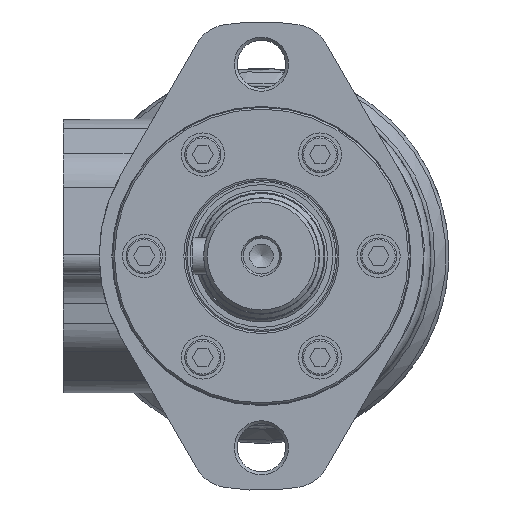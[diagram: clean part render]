
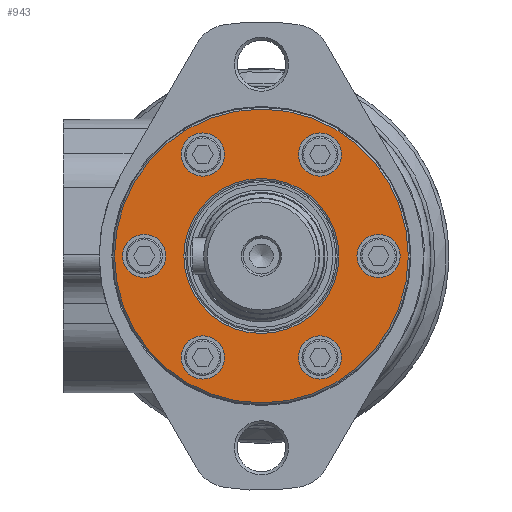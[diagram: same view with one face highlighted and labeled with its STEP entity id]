
A CAD part, left-side view. The second image highlights one B-rep face of the part: STEP entity #943.
In plain terms, the highlighted planar face has unit normal (-1, 0, 0).
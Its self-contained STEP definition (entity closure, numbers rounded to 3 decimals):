
#943 = ADVANCED_FACE( '', ( #2059, #2060, #2061, #2062, #2063, #2064, #2065, #2066 ), #2067, .F. );
#2059 = FACE_OUTER_BOUND( '', #3407, .T. );
#2060 = FACE_BOUND( '', #3408, .T. );
#2061 = FACE_BOUND( '', #3409, .T. );
#2062 = FACE_BOUND( '', #3410, .T. );
#2063 = FACE_BOUND( '', #3411, .T. );
#2064 = FACE_BOUND( '', #3412, .T. );
#2065 = FACE_BOUND( '', #3413, .T. );
#2066 = FACE_BOUND( '', #3414, .T. );
#2067 = PLANE( '', #3415 );
#3407 = EDGE_LOOP( '', ( #5685 ) );
#3408 = EDGE_LOOP( '', ( #5686 ) );
#3409 = EDGE_LOOP( '', ( #5687 ) );
#3410 = EDGE_LOOP( '', ( #5688 ) );
#3411 = EDGE_LOOP( '', ( #5689 ) );
#3412 = EDGE_LOOP( '', ( #5690 ) );
#3413 = EDGE_LOOP( '', ( #5691 ) );
#3414 = EDGE_LOOP( '', ( #5692 ) );
#3415 = AXIS2_PLACEMENT_3D( '', #5693, #5694, #5695 );
#5685 = ORIENTED_EDGE( '', *, *, #7782, .F. );
#5686 = ORIENTED_EDGE( '', *, *, #7985, .F. );
#5687 = ORIENTED_EDGE( '', *, *, #7986, .T. );
#5688 = ORIENTED_EDGE( '', *, *, #7987, .T. );
#5689 = ORIENTED_EDGE( '', *, *, #7268, .T. );
#5690 = ORIENTED_EDGE( '', *, *, #7988, .T. );
#5691 = ORIENTED_EDGE( '', *, *, #7989, .T. );
#5692 = ORIENTED_EDGE( '', *, *, #7691, .T. );
#5693 = CARTESIAN_POINT( '', ( 0., 0., 0. ) );
#5694 = DIRECTION( '', ( 1., 0., 0. ) );
#5695 = DIRECTION( '', ( 0., 0., -1. ) );
#7268 = EDGE_CURVE( '', #8505, #8505, #8506, .T. );
#7691 = EDGE_CURVE( '', #9194, #9194, #9195, .T. );
#7782 = EDGE_CURVE( '', #9330, #9330, #9331, .T. );
#7985 = EDGE_CURVE( '', #9601, #9601, #9602, .F. );
#7986 = EDGE_CURVE( '', #9603, #9603, #9604, .T. );
#7987 = EDGE_CURVE( '', #9605, #9605, #9606, .T. );
#7988 = EDGE_CURVE( '', #9607, #9607, #9608, .T. );
#7989 = EDGE_CURVE( '', #9609, #9609, #9610, .T. );
#8505 = VERTEX_POINT( '', #10408 );
#8506 = CIRCLE( '', #10409, 6. );
#9194 = VERTEX_POINT( '', #11855 );
#9195 = CIRCLE( '', #11856, 21.5 );
#9330 = VERTEX_POINT( '', #12140 );
#9331 = CIRCLE( '', #12141, 40.75 );
#9601 = VERTEX_POINT( '', #12729 );
#9602 = CIRCLE( '', #12730, 6. );
#9603 = VERTEX_POINT( '', #12731 );
#9604 = CIRCLE( '', #12732, 6. );
#9605 = VERTEX_POINT( '', #12733 );
#9606 = CIRCLE( '', #12734, 6. );
#9607 = VERTEX_POINT( '', #12735 );
#9608 = CIRCLE( '', #12736, 6. );
#9609 = VERTEX_POINT( '', #12737 );
#9610 = CIRCLE( '', #12738, 6. );
#10408 = CARTESIAN_POINT( '', ( 0., -32.5, -6. ) );
#10409 = AXIS2_PLACEMENT_3D( '', #13555, #13556, #13557 );
#11855 = CARTESIAN_POINT( '', ( 0., 0., -21.5 ) );
#11856 = AXIS2_PLACEMENT_3D( '', #14066, #14067, #14068 );
#12140 = CARTESIAN_POINT( '', ( 0., 0., -40.75 ) );
#12141 = AXIS2_PLACEMENT_3D( '', #14178, #14179, #14180 );
#12729 = CARTESIAN_POINT( '', ( 0., 32.5, -6. ) );
#12730 = AXIS2_PLACEMENT_3D( '', #14395, #14396, #14397 );
#12731 = CARTESIAN_POINT( '', ( 0., 16.25, -34.146 ) );
#12732 = AXIS2_PLACEMENT_3D( '', #14398, #14399, #14400 );
#12733 = CARTESIAN_POINT( '', ( 0., -16.25, -34.146 ) );
#12734 = AXIS2_PLACEMENT_3D( '', #14401, #14402, #14403 );
#12735 = CARTESIAN_POINT( '', ( 0., -16.25, 22.146 ) );
#12736 = AXIS2_PLACEMENT_3D( '', #14404, #14405, #14406 );
#12737 = CARTESIAN_POINT( '', ( 0., 16.25, 22.146 ) );
#12738 = AXIS2_PLACEMENT_3D( '', #14407, #14408, #14409 );
#13555 = CARTESIAN_POINT( '', ( 0., -32.5, 0. ) );
#13556 = DIRECTION( '', ( 1., 0., 0. ) );
#13557 = DIRECTION( '', ( 0., 0., -1. ) );
#14066 = CARTESIAN_POINT( '', ( 0., 0., 0. ) );
#14067 = DIRECTION( '', ( 1., 0., 0. ) );
#14068 = DIRECTION( '', ( 0., 0., -1. ) );
#14178 = CARTESIAN_POINT( '', ( 0., 0., 0. ) );
#14179 = DIRECTION( '', ( 1., 0., 0. ) );
#14180 = DIRECTION( '', ( 0., 0., -1. ) );
#14395 = CARTESIAN_POINT( '', ( 0., 32.5, 0. ) );
#14396 = DIRECTION( '', ( 1., 0., 0. ) );
#14397 = DIRECTION( '', ( 0., 0., -1. ) );
#14398 = CARTESIAN_POINT( '', ( 0., 16.25, -28.146 ) );
#14399 = DIRECTION( '', ( 1., 0., 0. ) );
#14400 = DIRECTION( '', ( 0., 0., -1. ) );
#14401 = CARTESIAN_POINT( '', ( 0., -16.25, -28.146 ) );
#14402 = DIRECTION( '', ( 1., 0., 0. ) );
#14403 = DIRECTION( '', ( 0., 0., -1. ) );
#14404 = CARTESIAN_POINT( '', ( 0., -16.25, 28.146 ) );
#14405 = DIRECTION( '', ( 1., 0., 0. ) );
#14406 = DIRECTION( '', ( 0., 0., -1. ) );
#14407 = CARTESIAN_POINT( '', ( 0., 16.25, 28.146 ) );
#14408 = DIRECTION( '', ( 1., 0., 0. ) );
#14409 = DIRECTION( '', ( 0., 0., -1. ) );
